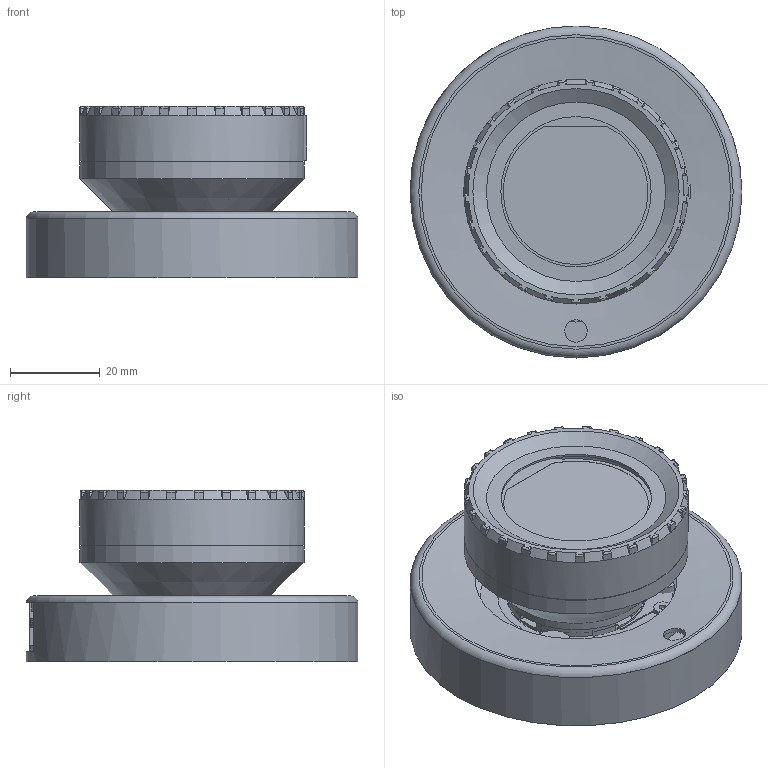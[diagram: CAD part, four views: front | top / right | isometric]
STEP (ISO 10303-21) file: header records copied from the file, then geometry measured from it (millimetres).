
FILE_DESCRIPTION(/* description */ (''),/* implementation_level */ '2;1');
FILE_NAME(/* name */ '3d_Printed_parts.step',/* time_stamp */ '2024-07-18T13:10:06+02:00',/* author */ (''),/* organization */ (''),/* preprocessor_version */ 'ST-DEVELOPER v20',/* originating_system */ 'Autodesk Translation Framework v13.14.0.145',/* authorisation */ '');
FILE_SCHEMA (('AUTOMOTIVE_DESIGN { 1 0 10303 214 3 1 1 }'));
Length unit declared in the file: millimetre
Products named in the file (1): as5600case_backup2
Bounding box: 74 x 74 x 38.15 mm (x, y, z)
Volume: 77805.2 mm3; surface area: 95960.8 mm2
Topology: 17 solids, 20 shells, 1635 faces, 4275 edges, 2777 vertices
Faces by surface type: plane 1019, cylinder 547, cone 58, bspline 10, torus 1
Full cylindrical faces by diameter (mm): 0.5 x1, 0.8 x1, 1 x9, 1.006 x2, 1.4 x10, 1.6 x16, 1.8 x6, 2 x54, 2.2 x3, 2.5 x3, 2.8 x6, 3.5 x4, 4 x14, 5 x4, 5.7 x3, 5.9 x1, 6 x14, 8 x6, 11.5 x2, 12.166 x1, 13 x1, 18 x1, 20 x1, 30.5 x2, 31 x1, 32 x2, 32.5 x1, 33.5 x1, 35.5 x1, 45 x1
Entity records: 51554 total; most frequent: CARTESIAN_POINT 10044, DIRECTION 8600, ORIENTED_EDGE 8546, EDGE_CURVE 4273, AXIS2_PLACEMENT_3D 2891, LINE 2818, VECTOR 2818, VERTEX_POINT 2775
